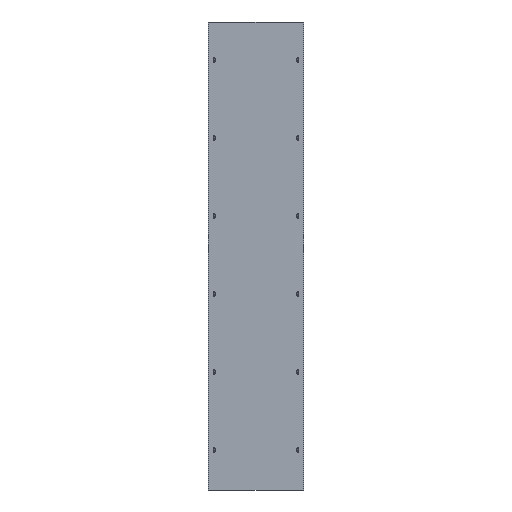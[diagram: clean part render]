
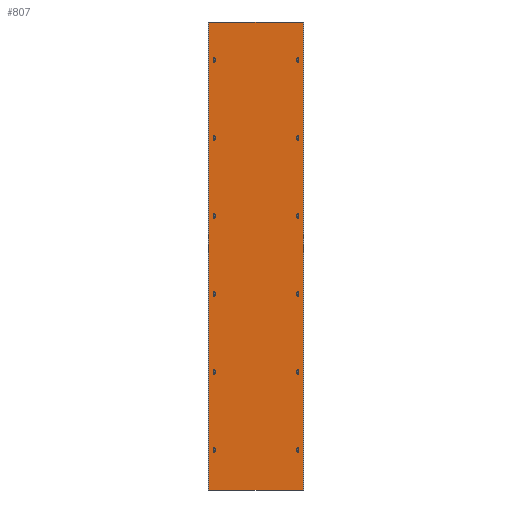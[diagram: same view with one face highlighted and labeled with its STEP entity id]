
A CAD part, front view. The second image highlights one B-rep face of the part: STEP entity #807.
In plain terms, the highlighted planar face has unit normal (0, -1, 0).
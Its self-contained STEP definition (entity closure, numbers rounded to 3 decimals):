
#36=DIRECTION('',(1.,0.,0.));
#37=VECTOR('',#36,605.);
#38=CARTESIAN_POINT('',(-302.5,12.,0.));
#39=LINE('',#38,#37);
#65=DIRECTION('',(0.,0.,1.));
#66=VECTOR('',#65,3000.);
#67=CARTESIAN_POINT('',(302.5,12.,0.));
#68=LINE('',#67,#66);
#69=DIRECTION('',(0.,0.,1.));
#70=VECTOR('',#69,3000.);
#71=CARTESIAN_POINT('',(-302.5,12.,0.));
#72=LINE('',#71,#70);
#73=CARTESIAN_POINT('',(268.5,12.,2750.));
#74=DIRECTION('',(0.,-1.,0.));
#75=DIRECTION('',(1.,0.,0.));
#76=AXIS2_PLACEMENT_3D('',#73,#74,#75);
#78=CARTESIAN_POINT('',(268.5,12.,2750.));
#79=DIRECTION('',(0.,-1.,0.));
#80=DIRECTION('',(-1.,0.,0.));
#81=AXIS2_PLACEMENT_3D('',#78,#79,#80);
#83=CARTESIAN_POINT('',(-268.5,12.,2750.));
#84=DIRECTION('',(0.,1.,0.));
#85=DIRECTION('',(-1.,0.,0.));
#86=AXIS2_PLACEMENT_3D('',#83,#84,#85);
#88=CARTESIAN_POINT('',(-268.5,12.,2750.));
#89=DIRECTION('',(0.,1.,0.));
#90=DIRECTION('',(1.,0.,0.));
#91=AXIS2_PLACEMENT_3D('',#88,#89,#90);
#93=CARTESIAN_POINT('',(268.5,12.,2250.));
#94=DIRECTION('',(0.,-1.,0.));
#95=DIRECTION('',(1.,0.,0.));
#96=AXIS2_PLACEMENT_3D('',#93,#94,#95);
#98=CARTESIAN_POINT('',(268.5,12.,2250.));
#99=DIRECTION('',(0.,-1.,0.));
#100=DIRECTION('',(-1.,0.,0.));
#101=AXIS2_PLACEMENT_3D('',#98,#99,#100);
#103=CARTESIAN_POINT('',(-268.5,12.,2250.));
#104=DIRECTION('',(0.,1.,0.));
#105=DIRECTION('',(-1.,0.,0.));
#106=AXIS2_PLACEMENT_3D('',#103,#104,#105);
#108=CARTESIAN_POINT('',(-268.5,12.,2250.));
#109=DIRECTION('',(0.,1.,0.));
#110=DIRECTION('',(1.,0.,0.));
#111=AXIS2_PLACEMENT_3D('',#108,#109,#110);
#113=CARTESIAN_POINT('',(268.5,12.,1750.));
#114=DIRECTION('',(0.,-1.,0.));
#115=DIRECTION('',(1.,0.,0.));
#116=AXIS2_PLACEMENT_3D('',#113,#114,#115);
#118=CARTESIAN_POINT('',(268.5,12.,1750.));
#119=DIRECTION('',(0.,-1.,0.));
#120=DIRECTION('',(-1.,0.,0.));
#121=AXIS2_PLACEMENT_3D('',#118,#119,#120);
#123=CARTESIAN_POINT('',(-268.5,12.,1750.));
#124=DIRECTION('',(0.,1.,0.));
#125=DIRECTION('',(-1.,0.,0.));
#126=AXIS2_PLACEMENT_3D('',#123,#124,#125);
#128=CARTESIAN_POINT('',(-268.5,12.,1750.));
#129=DIRECTION('',(0.,1.,0.));
#130=DIRECTION('',(1.,0.,0.));
#131=AXIS2_PLACEMENT_3D('',#128,#129,#130);
#133=CARTESIAN_POINT('',(268.5,12.,1250.));
#134=DIRECTION('',(0.,-1.,0.));
#135=DIRECTION('',(1.,0.,0.));
#136=AXIS2_PLACEMENT_3D('',#133,#134,#135);
#138=CARTESIAN_POINT('',(268.5,12.,1250.));
#139=DIRECTION('',(0.,-1.,0.));
#140=DIRECTION('',(-1.,0.,0.));
#141=AXIS2_PLACEMENT_3D('',#138,#139,#140);
#143=CARTESIAN_POINT('',(-268.5,12.,1250.));
#144=DIRECTION('',(0.,1.,0.));
#145=DIRECTION('',(-1.,0.,0.));
#146=AXIS2_PLACEMENT_3D('',#143,#144,#145);
#148=CARTESIAN_POINT('',(-268.5,12.,1250.));
#149=DIRECTION('',(0.,1.,0.));
#150=DIRECTION('',(1.,0.,0.));
#151=AXIS2_PLACEMENT_3D('',#148,#149,#150);
#153=CARTESIAN_POINT('',(268.5,12.,750.));
#154=DIRECTION('',(0.,-1.,0.));
#155=DIRECTION('',(1.,0.,0.));
#156=AXIS2_PLACEMENT_3D('',#153,#154,#155);
#158=CARTESIAN_POINT('',(268.5,12.,750.));
#159=DIRECTION('',(0.,-1.,0.));
#160=DIRECTION('',(-1.,0.,0.));
#161=AXIS2_PLACEMENT_3D('',#158,#159,#160);
#163=CARTESIAN_POINT('',(-268.5,12.,750.));
#164=DIRECTION('',(0.,1.,0.));
#165=DIRECTION('',(-1.,0.,0.));
#166=AXIS2_PLACEMENT_3D('',#163,#164,#165);
#168=CARTESIAN_POINT('',(-268.5,12.,750.));
#169=DIRECTION('',(0.,1.,0.));
#170=DIRECTION('',(1.,0.,0.));
#171=AXIS2_PLACEMENT_3D('',#168,#169,#170);
#173=CARTESIAN_POINT('',(268.5,12.,250.));
#174=DIRECTION('',(0.,-1.,0.));
#175=DIRECTION('',(1.,0.,0.));
#176=AXIS2_PLACEMENT_3D('',#173,#174,#175);
#178=CARTESIAN_POINT('',(268.5,12.,250.));
#179=DIRECTION('',(0.,-1.,0.));
#180=DIRECTION('',(-1.,0.,0.));
#181=AXIS2_PLACEMENT_3D('',#178,#179,#180);
#183=CARTESIAN_POINT('',(-268.5,12.,250.));
#184=DIRECTION('',(0.,1.,0.));
#185=DIRECTION('',(-1.,0.,0.));
#186=AXIS2_PLACEMENT_3D('',#183,#184,#185);
#188=CARTESIAN_POINT('',(-268.5,12.,250.));
#189=DIRECTION('',(0.,1.,0.));
#190=DIRECTION('',(1.,0.,0.));
#191=AXIS2_PLACEMENT_3D('',#188,#189,#190);
#358=DIRECTION('',(1.,0.,0.));
#359=VECTOR('',#358,605.);
#360=CARTESIAN_POINT('',(-302.5,12.,3000.));
#361=LINE('',#360,#359);
#505=CARTESIAN_POINT('',(-302.5,12.,0.));
#506=VERTEX_POINT('',#505);
#507=CARTESIAN_POINT('',(302.5,12.,0.));
#508=VERTEX_POINT('',#507);
#529=CARTESIAN_POINT('',(-302.5,12.,3000.));
#530=VERTEX_POINT('',#529);
#531=CARTESIAN_POINT('',(302.5,12.,3000.));
#532=VERTEX_POINT('',#531);
#541=CARTESIAN_POINT('',(274.75,12.,2750.));
#542=CARTESIAN_POINT('',(262.25,12.,2750.));
#543=VERTEX_POINT('',#541);
#544=VERTEX_POINT('',#542);
#546=CARTESIAN_POINT('',(-274.75,12.,2750.));
#548=VERTEX_POINT('',#546);
#550=CARTESIAN_POINT('',(-262.25,12.,2750.));
#552=VERTEX_POINT('',#550);
#554=CARTESIAN_POINT('',(274.75,12.,2250.));
#556=VERTEX_POINT('',#554);
#558=CARTESIAN_POINT('',(262.25,12.,2250.));
#560=VERTEX_POINT('',#558);
#562=CARTESIAN_POINT('',(-274.75,12.,2250.));
#564=VERTEX_POINT('',#562);
#566=CARTESIAN_POINT('',(-262.25,12.,2250.));
#568=VERTEX_POINT('',#566);
#570=CARTESIAN_POINT('',(274.75,12.,1750.));
#572=VERTEX_POINT('',#570);
#574=CARTESIAN_POINT('',(262.25,12.,1750.));
#576=VERTEX_POINT('',#574);
#578=CARTESIAN_POINT('',(-274.75,12.,1750.));
#580=VERTEX_POINT('',#578);
#582=CARTESIAN_POINT('',(-262.25,12.,1750.));
#584=VERTEX_POINT('',#582);
#586=CARTESIAN_POINT('',(274.75,12.,1250.));
#588=VERTEX_POINT('',#586);
#590=CARTESIAN_POINT('',(262.25,12.,1250.));
#592=VERTEX_POINT('',#590);
#594=CARTESIAN_POINT('',(-274.75,12.,1250.));
#596=VERTEX_POINT('',#594);
#598=CARTESIAN_POINT('',(-262.25,12.,1250.));
#600=VERTEX_POINT('',#598);
#602=CARTESIAN_POINT('',(274.75,12.,750.));
#604=VERTEX_POINT('',#602);
#606=CARTESIAN_POINT('',(262.25,12.,750.));
#608=VERTEX_POINT('',#606);
#610=CARTESIAN_POINT('',(-274.75,12.,750.));
#612=VERTEX_POINT('',#610);
#614=CARTESIAN_POINT('',(-262.25,12.,750.));
#616=VERTEX_POINT('',#614);
#618=CARTESIAN_POINT('',(274.75,12.,250.));
#620=VERTEX_POINT('',#618);
#622=CARTESIAN_POINT('',(262.25,12.,250.));
#624=VERTEX_POINT('',#622);
#626=CARTESIAN_POINT('',(-274.75,12.,250.));
#628=VERTEX_POINT('',#626);
#630=CARTESIAN_POINT('',(-262.25,12.,250.));
#632=VERTEX_POINT('',#630);
#722=CARTESIAN_POINT('',(-302.5,12.,0.));
#723=DIRECTION('',(0.,-1.,0.));
#724=DIRECTION('',(1.,0.,0.));
#725=AXIS2_PLACEMENT_3D('',#722,#723,#724);
#726=PLANE('',#725);
#727=ORIENTED_EDGE('',*,*,#654,.F.);
#729=ORIENTED_EDGE('',*,*,#728,.T.);
#731=ORIENTED_EDGE('',*,*,#730,.T.);
#732=ORIENTED_EDGE('',*,*,#714,.F.);
#733=EDGE_LOOP('',(#727,#729,#731,#732));
#734=FACE_OUTER_BOUND('',#733,.F.);
#736=ORIENTED_EDGE('',*,*,#735,.T.);
#738=ORIENTED_EDGE('',*,*,#737,.T.);
#739=EDGE_LOOP('',(#736,#738));
#740=FACE_BOUND('',#739,.F.);
#742=ORIENTED_EDGE('',*,*,#741,.F.);
#744=ORIENTED_EDGE('',*,*,#743,.F.);
#745=EDGE_LOOP('',(#742,#744));
#746=FACE_BOUND('',#745,.F.);
#748=ORIENTED_EDGE('',*,*,#747,.T.);
#750=ORIENTED_EDGE('',*,*,#749,.T.);
#751=EDGE_LOOP('',(#748,#750));
#752=FACE_BOUND('',#751,.F.);
#754=ORIENTED_EDGE('',*,*,#753,.F.);
#756=ORIENTED_EDGE('',*,*,#755,.F.);
#757=EDGE_LOOP('',(#754,#756));
#758=FACE_BOUND('',#757,.F.);
#760=ORIENTED_EDGE('',*,*,#759,.T.);
#762=ORIENTED_EDGE('',*,*,#761,.T.);
#763=EDGE_LOOP('',(#760,#762));
#764=FACE_BOUND('',#763,.F.);
#766=ORIENTED_EDGE('',*,*,#765,.F.);
#768=ORIENTED_EDGE('',*,*,#767,.F.);
#769=EDGE_LOOP('',(#766,#768));
#770=FACE_BOUND('',#769,.F.);
#772=ORIENTED_EDGE('',*,*,#771,.T.);
#774=ORIENTED_EDGE('',*,*,#773,.T.);
#775=EDGE_LOOP('',(#772,#774));
#776=FACE_BOUND('',#775,.F.);
#778=ORIENTED_EDGE('',*,*,#777,.F.);
#780=ORIENTED_EDGE('',*,*,#779,.F.);
#781=EDGE_LOOP('',(#778,#780));
#782=FACE_BOUND('',#781,.F.);
#784=ORIENTED_EDGE('',*,*,#783,.T.);
#786=ORIENTED_EDGE('',*,*,#785,.T.);
#787=EDGE_LOOP('',(#784,#786));
#788=FACE_BOUND('',#787,.F.);
#790=ORIENTED_EDGE('',*,*,#789,.F.);
#792=ORIENTED_EDGE('',*,*,#791,.F.);
#793=EDGE_LOOP('',(#790,#792));
#794=FACE_BOUND('',#793,.F.);
#796=ORIENTED_EDGE('',*,*,#795,.T.);
#798=ORIENTED_EDGE('',*,*,#797,.T.);
#799=EDGE_LOOP('',(#796,#798));
#800=FACE_BOUND('',#799,.F.);
#802=ORIENTED_EDGE('',*,*,#801,.F.);
#804=ORIENTED_EDGE('',*,*,#803,.F.);
#805=EDGE_LOOP('',(#802,#804));
#806=FACE_BOUND('',#805,.F.);
#807=ADVANCED_FACE('',(#734,#740,#746,#752,#758,#764,#770,#776,#782,#788,#794,
#800,#806),#726,.T.);
#77=CIRCLE('',#76,6.25);
#82=CIRCLE('',#81,6.25);
#87=CIRCLE('',#86,6.25);
#92=CIRCLE('',#91,6.25);
#97=CIRCLE('',#96,6.25);
#102=CIRCLE('',#101,6.25);
#107=CIRCLE('',#106,6.25);
#112=CIRCLE('',#111,6.25);
#117=CIRCLE('',#116,6.25);
#122=CIRCLE('',#121,6.25);
#127=CIRCLE('',#126,6.25);
#132=CIRCLE('',#131,6.25);
#137=CIRCLE('',#136,6.25);
#142=CIRCLE('',#141,6.25);
#147=CIRCLE('',#146,6.25);
#152=CIRCLE('',#151,6.25);
#157=CIRCLE('',#156,6.25);
#162=CIRCLE('',#161,6.25);
#167=CIRCLE('',#166,6.25);
#172=CIRCLE('',#171,6.25);
#177=CIRCLE('',#176,6.25);
#182=CIRCLE('',#181,6.25);
#187=CIRCLE('',#186,6.25);
#192=CIRCLE('',#191,6.25);
#654=EDGE_CURVE('',#506,#508,#39,.T.);
#714=EDGE_CURVE('',#508,#532,#68,.T.);
#728=EDGE_CURVE('',#506,#530,#72,.T.);
#730=EDGE_CURVE('',#530,#532,#361,.T.);
#735=EDGE_CURVE('',#543,#544,#77,.T.);
#737=EDGE_CURVE('',#544,#543,#82,.T.);
#741=EDGE_CURVE('',#548,#552,#87,.T.);
#743=EDGE_CURVE('',#552,#548,#92,.T.);
#747=EDGE_CURVE('',#556,#560,#97,.T.);
#749=EDGE_CURVE('',#560,#556,#102,.T.);
#753=EDGE_CURVE('',#564,#568,#107,.T.);
#755=EDGE_CURVE('',#568,#564,#112,.T.);
#759=EDGE_CURVE('',#572,#576,#117,.T.);
#761=EDGE_CURVE('',#576,#572,#122,.T.);
#765=EDGE_CURVE('',#580,#584,#127,.T.);
#767=EDGE_CURVE('',#584,#580,#132,.T.);
#771=EDGE_CURVE('',#588,#592,#137,.T.);
#773=EDGE_CURVE('',#592,#588,#142,.T.);
#777=EDGE_CURVE('',#596,#600,#147,.T.);
#779=EDGE_CURVE('',#600,#596,#152,.T.);
#783=EDGE_CURVE('',#604,#608,#157,.T.);
#785=EDGE_CURVE('',#608,#604,#162,.T.);
#789=EDGE_CURVE('',#612,#616,#167,.T.);
#791=EDGE_CURVE('',#616,#612,#172,.T.);
#795=EDGE_CURVE('',#620,#624,#177,.T.);
#797=EDGE_CURVE('',#624,#620,#182,.T.);
#801=EDGE_CURVE('',#628,#632,#187,.T.);
#803=EDGE_CURVE('',#632,#628,#192,.T.);
